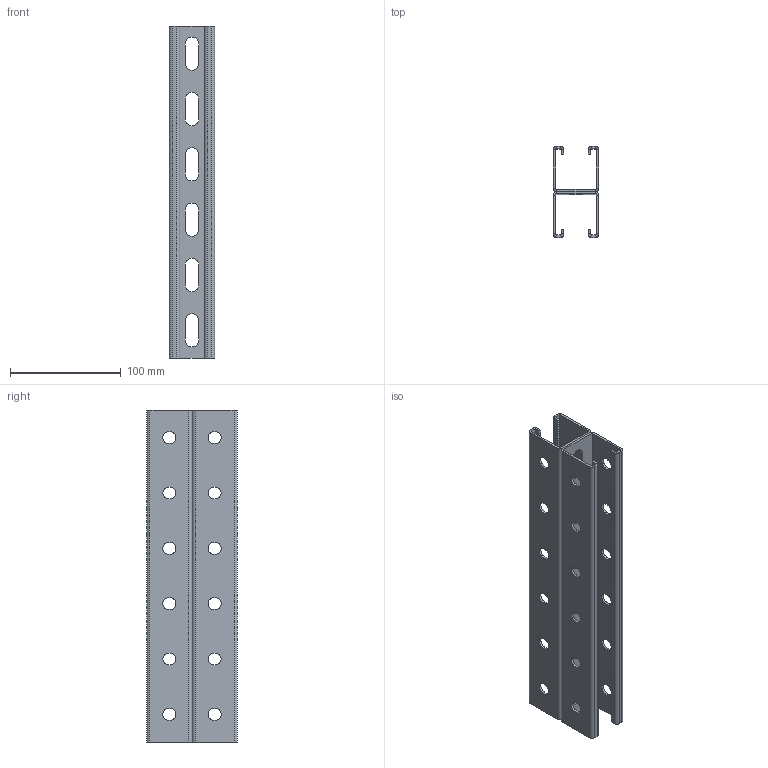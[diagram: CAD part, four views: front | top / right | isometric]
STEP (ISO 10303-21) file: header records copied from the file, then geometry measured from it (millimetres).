
FILE_DESCRIPTION (( 'STEP AP203' ), '1' );
FILE_NAME ('Äâîéíîé STRUT-ïðîôèëü_h41-L300.step', '2022-01-25T05:01:00', ( '' ), ( '' ), 'SwSTEP 2.0', 'SolidWorks 2017', '' );
FILE_SCHEMA (( 'CONFIG_CONTROL_DESIGN' ));
Length unit declared in the file: millimetre
Products named in the file (2): Äâîéíîé STRUT-ïðîôèëü_h41-L300; STRUT-镳铘桦黖h41-300
Assembly tree (2 placements, depth 2):
  Äâîéíîé STRUT-ïðîôèëü_h41-L300
    STRUT-镳铘桦黖h41-300  x2
Bounding box: 41 x 82 x 300 mm (x, y, z)
Volume: 152154.1 mm3; surface area: 161679.5 mm2
Topology: 2 solids, 2 shells, 1196 faces, 3528 edges, 2336 vertices
Faces by surface type: plane 1112, cylinder 84
Entity records: 19860 total; most frequent: CARTESIAN_POINT 3535, ORIENTED_EDGE 3528, DIRECTION 3054, EDGE_CURVE 1764, LINE 1680, VECTOR 1680, VERTEX_POINT 1168, AXIS2_PLACEMENT_3D 687
